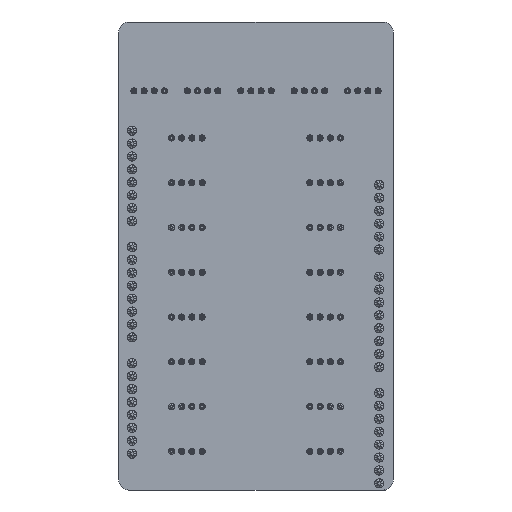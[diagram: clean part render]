
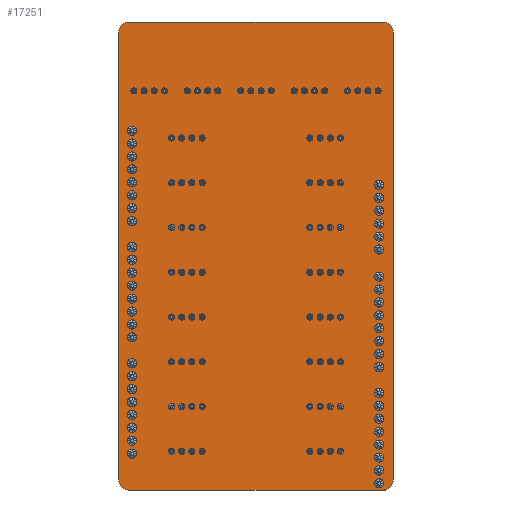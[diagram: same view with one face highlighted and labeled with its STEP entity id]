
A CAD part, front view. The second image highlights one B-rep face of the part: STEP entity #17251.
In plain terms, the highlighted planar face has unit normal (0, -1, 0).
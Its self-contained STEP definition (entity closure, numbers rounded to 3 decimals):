
#1664=CIRCLE('',#18383,2.);
#1665=CIRCLE('',#18384,2.);
#1666=CIRCLE('',#18385,2.);
#1667=CIRCLE('',#18386,2.);
#2086=FACE_OUTER_BOUND('',#3106,.T.);
#3106=EDGE_LOOP('',(#11589,#11590,#11591,#11592,#11593,#11594,#11595,#11596));
#4184=LINE('',#23946,#5877);
#4188=LINE('',#23955,#5881);
#4190=LINE('',#23960,#5883);
#4196=LINE('',#23973,#5889);
#5877=VECTOR('',#19670,88.);
#5881=VECTOR('',#19676,50.);
#5883=VECTOR('',#19680,88.);
#5889=VECTOR('',#19688,50.);
#7570=VERTEX_POINT('',#23943);
#7571=VERTEX_POINT('',#23945);
#7574=VERTEX_POINT('',#23952);
#7575=VERTEX_POINT('',#23954);
#7576=VERTEX_POINT('',#23958);
#7577=VERTEX_POINT('',#23959);
#7582=VERTEX_POINT('',#23970);
#7583=VERTEX_POINT('',#23972);
#9102=EDGE_CURVE('',#7570,#7571,#4184,.T.);
#9106=EDGE_CURVE('',#7574,#7575,#4188,.T.);
#9108=EDGE_CURVE('',#7576,#7577,#4190,.T.);
#9114=EDGE_CURVE('',#7582,#7583,#4196,.T.);
#9120=EDGE_CURVE('',#7582,#7577,#1664,.F.);
#9121=EDGE_CURVE('',#7576,#7575,#1665,.F.);
#9122=EDGE_CURVE('',#7574,#7571,#1666,.F.);
#9123=EDGE_CURVE('',#7570,#7583,#1667,.F.);
#11589=ORIENTED_EDGE('',*,*,#9114,.F.);
#11590=ORIENTED_EDGE('',*,*,#9120,.T.);
#11591=ORIENTED_EDGE('',*,*,#9108,.F.);
#11592=ORIENTED_EDGE('',*,*,#9121,.T.);
#11593=ORIENTED_EDGE('',*,*,#9106,.F.);
#11594=ORIENTED_EDGE('',*,*,#9122,.T.);
#11595=ORIENTED_EDGE('',*,*,#9102,.F.);
#11596=ORIENTED_EDGE('',*,*,#9123,.T.);
#16500=PLANE('',#18382);
#17251=ADVANCED_FACE('',(#2086),#16500,.F.);
#18382=AXIS2_PLACEMENT_3D('',#23980,#19700,#19701);
#18383=AXIS2_PLACEMENT_3D('',#23981,#19702,#19703);
#18384=AXIS2_PLACEMENT_3D('',#23982,#19704,#19705);
#18385=AXIS2_PLACEMENT_3D('',#23983,#19706,#19707);
#18386=AXIS2_PLACEMENT_3D('',#23984,#19708,#19709);
#19670=DIRECTION('',(0.,0.,1.));
#19676=DIRECTION('',(1.,0.,0.));
#19680=DIRECTION('',(0.,0.,-1.));
#19688=DIRECTION('',(-1.,0.,0.));
#19700=DIRECTION('center_axis',(0.,1.,0.));
#19701=DIRECTION('ref_axis',(0.,0.,1.));
#19702=DIRECTION('center_axis',(0.,1.,0.));
#19703=DIRECTION('ref_axis',(0.,0.,1.));
#19704=DIRECTION('center_axis',(0.,1.,0.));
#19705=DIRECTION('ref_axis',(0.,0.,1.));
#19706=DIRECTION('center_axis',(0.,1.,0.));
#19707=DIRECTION('ref_axis',(0.,0.,1.));
#19708=DIRECTION('center_axis',(0.,1.,0.));
#19709=DIRECTION('ref_axis',(0.,0.,1.));
#23943=CARTESIAN_POINT('',(-27.,0.,-44.));
#23945=CARTESIAN_POINT('',(-27.,0.,44.));
#23946=CARTESIAN_POINT('',(-27.,0.,-44.));
#23952=CARTESIAN_POINT('',(-25.,0.,46.));
#23954=CARTESIAN_POINT('',(25.,0.,46.));
#23955=CARTESIAN_POINT('',(-25.,0.,46.));
#23958=CARTESIAN_POINT('',(27.,0.,44.));
#23959=CARTESIAN_POINT('',(27.,0.,-44.));
#23960=CARTESIAN_POINT('',(27.,0.,44.));
#23970=CARTESIAN_POINT('',(25.,0.,-46.));
#23972=CARTESIAN_POINT('',(-25.,0.,-46.));
#23973=CARTESIAN_POINT('',(25.,0.,-46.));
#23980=CARTESIAN_POINT('Origin',(0.,0.,0.));
#23981=CARTESIAN_POINT('Origin',(25.,0.,-44.));
#23982=CARTESIAN_POINT('Origin',(25.,0.,44.));
#23983=CARTESIAN_POINT('Origin',(-25.,0.,44.));
#23984=CARTESIAN_POINT('Origin',(-25.,0.,-44.));
